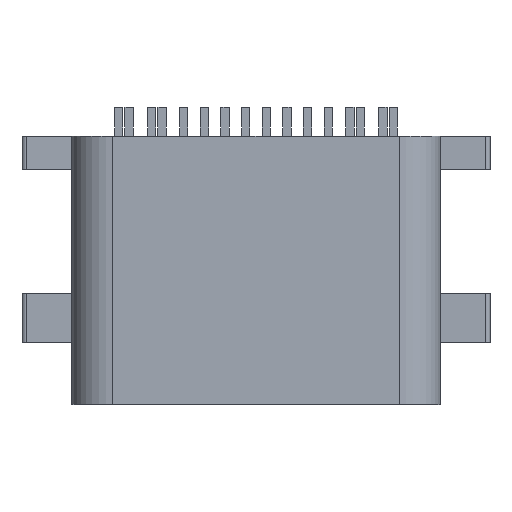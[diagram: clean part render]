
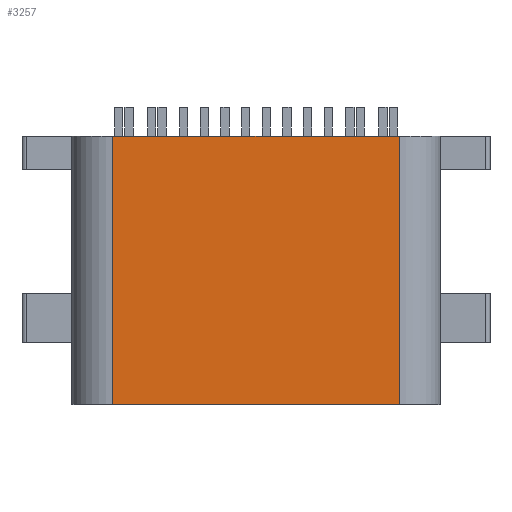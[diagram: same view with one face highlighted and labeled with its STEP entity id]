
A CAD part, top view. The second image highlights one B-rep face of the part: STEP entity #3257.
In plain terms, the highlighted planar face has unit normal (0, 0, 1).
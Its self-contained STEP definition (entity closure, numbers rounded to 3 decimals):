
#80=PLANE('',#3516);
#263=FACE_OUTER_BOUND('',#452,.T.);
#452=EDGE_LOOP('',(#2555,#2556,#2557,#2558));
#620=LINE('',#4640,#1038);
#744=LINE('',#4930,#1162);
#745=LINE('',#4933,#1163);
#746=LINE('',#4935,#1164);
#1038=VECTOR('',#3737,10.);
#1162=VECTOR('',#3989,10.);
#1163=VECTOR('',#3994,10.);
#1164=VECTOR('',#3997,10.);
#1509=VERTEX_POINT('',#4637);
#1510=VERTEX_POINT('',#4639);
#1611=VERTEX_POINT('',#4927);
#1612=VERTEX_POINT('',#4929);
#1825=EDGE_CURVE('',#1510,#1509,#620,.T.);
#1977=EDGE_CURVE('',#1612,#1611,#744,.T.);
#1979=EDGE_CURVE('',#1510,#1611,#745,.T.);
#1980=EDGE_CURVE('',#1612,#1509,#746,.T.);
#2555=ORIENTED_EDGE('',*,*,#1979,.F.);
#2556=ORIENTED_EDGE('',*,*,#1825,.T.);
#2557=ORIENTED_EDGE('',*,*,#1980,.F.);
#2558=ORIENTED_EDGE('',*,*,#1977,.T.);
#3257=ADVANCED_FACE('',(#263),#80,.T.);
#3516=AXIS2_PLACEMENT_3D('',#4934,#3995,#3996);
#3737=DIRECTION('',(-1.,0.,0.));
#3989=DIRECTION('',(1.,0.,0.));
#3994=DIRECTION('',(0.,-1.,0.));
#3995=DIRECTION('center_axis',(0.,0.,1.));
#3996=DIRECTION('ref_axis',(1.,0.,0.));
#3997=DIRECTION('',(0.,1.,0.));
#4637=CARTESIAN_POINT('',(-3.47,0.,3.16));
#4639=CARTESIAN_POINT('',(3.47,0.,3.16));
#4640=CARTESIAN_POINT('',(4.47,0.,3.16));
#4927=CARTESIAN_POINT('',(3.47,-6.5,3.16));
#4929=CARTESIAN_POINT('',(-3.47,-6.5,3.16));
#4930=CARTESIAN_POINT('',(-4.47,-6.5,3.16));
#4933=CARTESIAN_POINT('',(3.47,-4.875,3.16));
#4934=CARTESIAN_POINT('Origin',(0.,-3.25,
3.16));
#4935=CARTESIAN_POINT('',(-3.47,-1.625,3.16));
